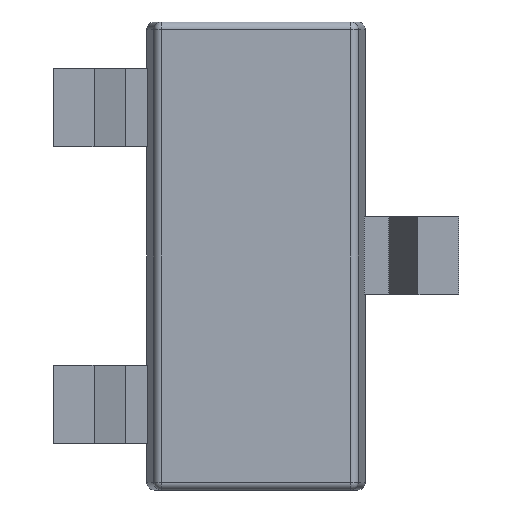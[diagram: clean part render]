
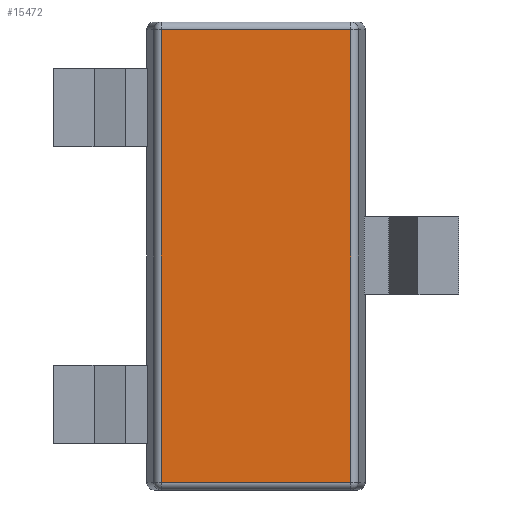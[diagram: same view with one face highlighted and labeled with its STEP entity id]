
A CAD part, front view. The second image highlights one B-rep face of the part: STEP entity #15472.
In plain terms, the highlighted planar face has unit normal (0, -1, 0).
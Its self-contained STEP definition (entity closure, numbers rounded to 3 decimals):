
#1774 = CARTESIAN_POINT ( 'NONE',  ( 1.306, -0.4, 2.95 ) ) ;
#1803 = CARTESIAN_POINT ( 'NONE',  ( 1.306, -0.4, 0.05 ) ) ;
#1823 = CARTESIAN_POINT ( 'NONE',  ( 0.094, -0.4, 0.05 ) ) ;
#1831 = LINE ( 'NONE', #1877, #1876 ) ;
#1856 = CARTESIAN_POINT ( 'NONE',  ( 0.05, -0.4, 0.05 ) ) ;
#1857 = LINE ( 'NONE', #1856, #1886 ) ;
#1859 = AXIS2_PLACEMENT_3D ( 'NONE', #1893, #1892, #1891 ) ;
#1860 = FACE_OUTER_BOUND ( 'NONE', #15484, .T. ) ;
#1868 = CARTESIAN_POINT ( 'NONE',  ( 0.094, -0.4, 2.95 ) ) ;
#1875 = DIRECTION ( 'NONE',  ( 0., 0., -1. ) ) ;
#1876 = VECTOR ( 'NONE', #1875, 1000. ) ;
#1877 = CARTESIAN_POINT ( 'NONE',  ( 0.094, -0.4, 3. ) ) ;
#1880 = DIRECTION ( 'NONE',  ( -1., 0., 0. ) ) ;
#1881 = VECTOR ( 'NONE', #1880, 1000. ) ;
#1882 = CARTESIAN_POINT ( 'NONE',  ( 0.05, -0.4, 2.95 ) ) ;
#1883 = LINE ( 'NONE', #1882, #1881 ) ;
#1885 = DIRECTION ( 'NONE',  ( 1., 0., 0. ) ) ;
#1886 = VECTOR ( 'NONE', #1885, 1000. ) ;
#1891 = DIRECTION ( 'NONE',  ( -1., 0., 0. ) ) ;
#1892 = DIRECTION ( 'NONE',  ( 0., 1., 0. ) ) ;
#1893 = CARTESIAN_POINT ( 'NONE',  ( 0.05, -0.4, 3. ) ) ;
#1911 = PLANE ( 'NONE',  #1859 ) ;
#1939 = LINE ( 'NONE', #1971, #1970 ) ;
#1969 = DIRECTION ( 'NONE',  ( 0., 0., 1. ) ) ;
#1970 = VECTOR ( 'NONE', #1969, 1000. ) ;
#1971 = CARTESIAN_POINT ( 'NONE',  ( 1.306, -0.4, 3. ) ) ;
#15171 = ORIENTED_EDGE ( 'NONE', *, *, #15451, .T. ) ;
#15173 = VERTEX_POINT ( 'NONE', #1774 ) ;
#15180 = VERTEX_POINT ( 'NONE', #1803 ) ;
#15181 = VERTEX_POINT ( 'NONE', #1823 ) ;
#15408 = ORIENTED_EDGE ( 'NONE', *, *, #15500, .T. ) ;
#15437 = EDGE_CURVE ( 'NONE', #15181, #15180, #1857, .T. ) ;
#15448 = ORIENTED_EDGE ( 'NONE', *, *, #15450, .T. ) ;
#15450 = EDGE_CURVE ( 'NONE', #15173, #15471, #1883, .T. ) ;
#15451 = EDGE_CURVE ( 'NONE', #15471, #15181, #1831, .T. ) ;
#15471 = VERTEX_POINT ( 'NONE', #1868 ) ;
#15472 = ADVANCED_FACE ( 'NONE', ( #1860 ), #1911, .F. ) ;
#15473 = ORIENTED_EDGE ( 'NONE', *, *, #15437, .T. ) ;
#15484 = EDGE_LOOP ( 'NONE', ( #15171, #15473, #15408, #15448 ) ) ;
#15500 = EDGE_CURVE ( 'NONE', #15180, #15173, #1939, .T. ) ;
